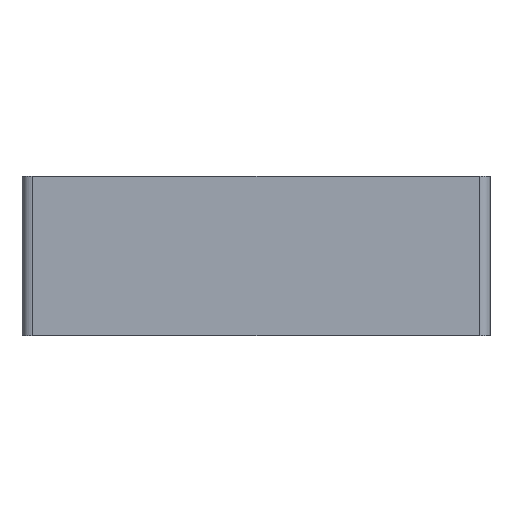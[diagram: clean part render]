
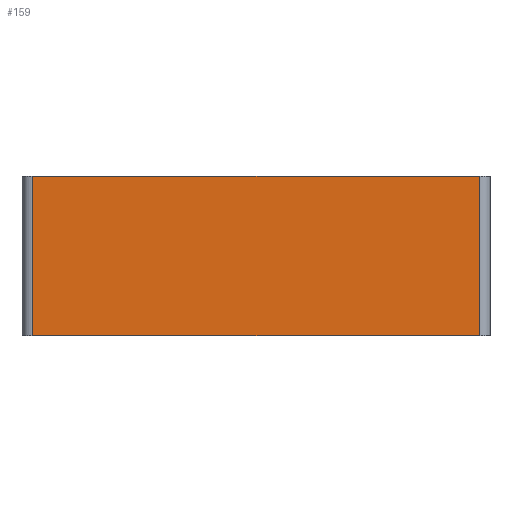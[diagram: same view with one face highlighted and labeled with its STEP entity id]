
A CAD part, left-side view. The second image highlights one B-rep face of the part: STEP entity #159.
In plain terms, the highlighted planar face has unit normal (-1, 0, 0).
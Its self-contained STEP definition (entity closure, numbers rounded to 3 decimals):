
#5 = EDGE_CURVE ( 'NONE', #650, #104, #862, .T. ) ;
#11 = DIRECTION ( 'NONE',  ( 1., 0., 0. ) ) ;
#21 = CARTESIAN_POINT ( 'NONE',  ( -21.6, -13.95, 0. ) ) ;
#26 = EDGE_CURVE ( 'NONE', #605, #104, #717, .T. ) ;
#51 = EDGE_CURVE ( 'NONE', #605, #587, #652, .T. ) ;
#87 = FACE_OUTER_BOUND ( 'NONE', #443, .T. ) ;
#97 = VECTOR ( 'NONE', #594, 1000. ) ;
#101 = VECTOR ( 'NONE', #379, 1000. ) ;
#104 = VERTEX_POINT ( 'NONE', #619 ) ;
#134 = DIRECTION ( 'NONE',  ( 0., 0., -1. ) ) ;
#138 = CARTESIAN_POINT ( 'NONE',  ( -21.6, -13.31, 0. ) ) ;
#159 = ADVANCED_FACE ( 'NONE', ( #87 ), #201, .F. ) ;
#201 = PLANE ( 'NONE',  #216 ) ;
#216 = AXIS2_PLACEMENT_3D ( 'NONE', #699, #11, #134 ) ;
#306 = DIRECTION ( 'NONE',  ( 0., 0., 1. ) ) ;
#379 = DIRECTION ( 'NONE',  ( 0., -1., 0. ) ) ;
#443 = EDGE_LOOP ( 'NONE', ( #795, #671, #704, #820 ) ) ;
#466 = DIRECTION ( 'NONE',  ( 0., 0., -1. ) ) ;
#587 = VERTEX_POINT ( 'NONE', #777 ) ;
#591 = CARTESIAN_POINT ( 'NONE',  ( -21.6, -13.31, 9.5 ) ) ;
#594 = DIRECTION ( 'NONE',  ( 0., -1., 0. ) ) ;
#605 = VERTEX_POINT ( 'NONE', #700 ) ;
#619 = CARTESIAN_POINT ( 'NONE',  ( -21.6, -13.31, 9.5 ) ) ;
#650 = VERTEX_POINT ( 'NONE', #138 ) ;
#652 = LINE ( 'NONE', #883, #788 ) ;
#671 = ORIENTED_EDGE ( 'NONE', *, *, #5, .T. ) ;
#699 = CARTESIAN_POINT ( 'NONE',  ( -21.6, -13.95, 9.5 ) ) ;
#700 = CARTESIAN_POINT ( 'NONE',  ( -21.6, 13.31, 9.5 ) ) ;
#704 = ORIENTED_EDGE ( 'NONE', *, *, #26, .F. ) ;
#717 = LINE ( 'NONE', #804, #97 ) ;
#777 = CARTESIAN_POINT ( 'NONE',  ( -21.6, 13.31, 0. ) ) ;
#788 = VECTOR ( 'NONE', #466, 1000. ) ;
#795 = ORIENTED_EDGE ( 'NONE', *, *, #836, .T. ) ;
#804 = CARTESIAN_POINT ( 'NONE',  ( -21.6, -13.95, 9.5 ) ) ;
#820 = ORIENTED_EDGE ( 'NONE', *, *, #51, .T. ) ;
#821 = LINE ( 'NONE', #21, #101 ) ;
#836 = EDGE_CURVE ( 'NONE', #587, #650, #821, .T. ) ;
#862 = LINE ( 'NONE', #591, #873 ) ;
#873 = VECTOR ( 'NONE', #306, 1000. ) ;
#883 = CARTESIAN_POINT ( 'NONE',  ( -21.6, 13.31, 9.5 ) ) ;
